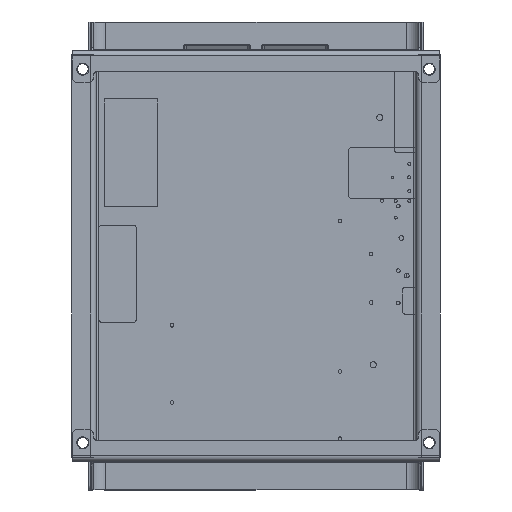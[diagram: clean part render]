
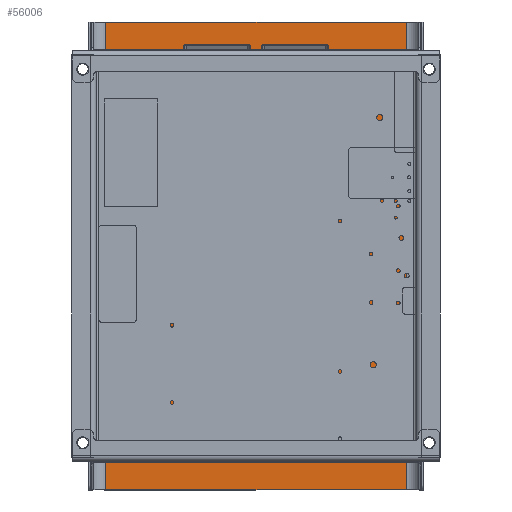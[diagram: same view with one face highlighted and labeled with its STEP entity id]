
A CAD part, front view. The second image highlights one B-rep face of the part: STEP entity #56006.
In plain terms, the highlighted planar face has unit normal (0, -1, 0).
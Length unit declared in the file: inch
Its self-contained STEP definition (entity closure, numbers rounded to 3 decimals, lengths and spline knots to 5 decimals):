
#121 = CARTESIAN_POINT ( 'NONE',  ( -1.44087, 28.03983, 4.63642 ) ) ;
#761 = DIRECTION ( 'NONE',  ( 1., 0., 0. ) ) ;
#1141 = AXIS2_PLACEMENT_3D ( 'NONE', #52146, #127870, #63019 ) ;
#1450 = VERTEX_POINT ( 'NONE', #71013 ) ;
#2012 = AXIS2_PLACEMENT_3D ( 'NONE', #70103, #5220, #80999 ) ;
#3001 = DIRECTION ( 'NONE',  ( 0., -1., 0. ) ) ;
#3300 = PLANE ( 'NONE',  #35342 ) ;
#3628 = ORIENTED_EDGE ( 'NONE', *, *, #103329, .T. ) ;
#4517 = DIRECTION ( 'NONE',  ( 0., 0., -1. ) ) ;
#4992 = CARTESIAN_POINT ( 'NONE',  ( -0.73387, 28.03983, 22.23611 ) ) ;
#5220 = DIRECTION ( 'NONE',  ( 0., -1., 0. ) ) ;
#5404 = EDGE_CURVE ( 'NONE', #71081, #75032, #6167, .T. ) ;
#6167 = CIRCLE ( 'NONE', #78937, 0.328 ) ;
#6631 = CARTESIAN_POINT ( 'NONE',  ( -0.73387, 28.03983, 23.04407 ) ) ;
#8455 = VERTEX_POINT ( 'NONE', #27653 ) ;
#9832 = CARTESIAN_POINT ( 'NONE',  ( -14.55727, 28.03983, 24.43142 ) ) ;
#9854 = CARTESIAN_POINT ( 'NONE',  ( -3.67224, 28.03983, 4.37673 ) ) ;
#10935 = VECTOR ( 'NONE', #31803, 39.37008 ) ;
#10981 = CARTESIAN_POINT ( 'NONE',  ( -14.14187, 28.03983, 21.98611 ) ) ;
#11772 = CIRCLE ( 'NONE', #2012, 0.328 ) ;
#15825 = DIRECTION ( 'NONE',  ( 1., 0., 0. ) ) ;
#16304 = ORIENTED_EDGE ( 'NONE', *, *, #117403, .F. ) ;
#16856 = CARTESIAN_POINT ( 'NONE',  ( -14.55727, 28.03983, 2.68142 ) ) ;
#19515 = LINE ( 'NONE', #124724, #105973 ) ;
#19576 = AXIS2_PLACEMENT_3D ( 'NONE', #67834, #3001, #78746 ) ;
#20787 = DIRECTION ( 'NONE',  ( 0., 0., -1. ) ) ;
#21565 = VERTEX_POINT ( 'NONE', #87164 ) ;
#21772 = VECTOR ( 'NONE', #15825, 39.37008 ) ;
#22383 = CARTESIAN_POINT ( 'NONE',  ( -14.39187, 28.03983, 23.18611 ) ) ;
#22894 = ORIENTED_EDGE ( 'NONE', *, *, #116204, .F. ) ;
#23173 = ORIENTED_EDGE ( 'NONE', *, *, #93990, .F. ) ;
#25528 = EDGE_LOOP ( 'NONE', ( #16304, #22894, #3628, #99264 ) ) ;
#25850 = ORIENTED_EDGE ( 'NONE', *, *, #40011, .F. ) ;
#26103 = EDGE_CURVE ( 'NONE', #8455, #114619, #81868, .T. ) ;
#27183 = VERTEX_POINT ( 'NONE', #4992 ) ;
#27653 = CARTESIAN_POINT ( 'NONE',  ( -14.39187, 28.03983, 23.04407 ) ) ;
#28566 = CARTESIAN_POINT ( 'NONE',  ( -1.11287, 28.03983, 4.63642 ) ) ;
#31803 = DIRECTION ( 'NONE',  ( -1., 0., 0. ) ) ;
#32274 = CARTESIAN_POINT ( 'NONE',  ( -3.56287, 28.03983, 4.37673 ) ) ;
#32551 = VERTEX_POINT ( 'NONE', #47576 ) ;
#33361 = LINE ( 'NONE', #85758, #138365 ) ;
#33817 = EDGE_CURVE ( 'NONE', #111351, #76173, #118380, .T. ) ;
#34726 = VERTEX_POINT ( 'NONE', #9832 ) ;
#35342 = AXIS2_PLACEMENT_3D ( 'NONE', #37337, #113067, #48193 ) ;
#37337 = CARTESIAN_POINT ( 'NONE',  ( -14.55727, 28.03983, 24.43142 ) ) ;
#37909 = DIRECTION ( 'NONE',  ( 0., -1., 0. ) ) ;
#38515 = LINE ( 'NONE', #16856, #92748 ) ;
#39080 = ORIENTED_EDGE ( 'NONE', *, *, #111770, .T. ) ;
#39453 = DIRECTION ( 'NONE',  ( 1., 0., 0. ) ) ;
#40011 = EDGE_CURVE ( 'NONE', #114619, #124453, #85813, .T. ) ;
#41705 = ORIENTED_EDGE ( 'NONE', *, *, #5404, .F. ) ;
#41855 = EDGE_CURVE ( 'NONE', #76173, #111351, #64975, .T. ) ;
#41922 = EDGE_LOOP ( 'NONE', ( #79400, #77556 ) ) ;
#43111 = LINE ( 'NONE', #118431, #10935 ) ;
#43115 = DIRECTION ( 'NONE',  ( 1., 0., 0. ) ) ;
#45306 = ORIENTED_EDGE ( 'NONE', *, *, #26103, .F. ) ;
#47230 = VERTEX_POINT ( 'NONE', #6631 ) ;
#47576 = CARTESIAN_POINT ( 'NONE',  ( -0.98387, 28.03983, 21.98611 ) ) ;
#48193 = DIRECTION ( 'NONE',  ( 1., 0., 0. ) ) ;
#52146 = CARTESIAN_POINT ( 'NONE',  ( -11.56287, 28.03983, 4.37673 ) ) ;
#52928 = DIRECTION ( 'NONE',  ( 0., -1., 0. ) ) ;
#56006 = ADVANCED_FACE ( 'NONE', ( #111648, #86306, #89695, #140442, #82883 ), #3300, .T. ) ;
#58594 = EDGE_LOOP ( 'NONE', ( #96551, #41705 ) ) ;
#59847 = DIRECTION ( 'NONE',  ( 0., 0., 1. ) ) ;
#61649 = CIRCLE ( 'NONE', #133496, 0.10937 ) ;
#63019 = DIRECTION ( 'NONE',  ( 1., 0., 0. ) ) ;
#63486 = CIRCLE ( 'NONE', #1141, 0.10937 ) ;
#64975 = CIRCLE ( 'NONE', #120978, 0.10938 ) ;
#65643 = DIRECTION ( 'NONE',  ( 0., -1., 0. ) ) ;
#66232 = CARTESIAN_POINT ( 'NONE',  ( -0.78487, 28.03983, 4.63642 ) ) ;
#67664 = EDGE_CURVE ( 'NONE', #108347, #70056, #63486, .T. ) ;
#67834 = CARTESIAN_POINT ( 'NONE',  ( -0.98387, 28.03983, 22.23611 ) ) ;
#70056 = VERTEX_POINT ( 'NONE', #100626 ) ;
#70103 = CARTESIAN_POINT ( 'NONE',  ( -1.11287, 28.03983, 4.63642 ) ) ;
#71013 = CARTESIAN_POINT ( 'NONE',  ( -14.55727, 28.03983, 2.68142 ) ) ;
#71081 = VERTEX_POINT ( 'NONE', #66232 ) ;
#71381 = DIRECTION ( 'NONE',  ( -1., 0., 0. ) ) ;
#75032 = VERTEX_POINT ( 'NONE', #121 ) ;
#75521 = VECTOR ( 'NONE', #127926, 39.37008 ) ;
#76173 = VERTEX_POINT ( 'NONE', #9854 ) ;
#77556 = ORIENTED_EDGE ( 'NONE', *, *, #41855, .F. ) ;
#78489 = VECTOR ( 'NONE', #87365, 39.37008 ) ;
#78746 = DIRECTION ( 'NONE',  ( 0., 0., -1. ) ) ;
#78937 = AXIS2_PLACEMENT_3D ( 'NONE', #28566, #104383, #39453 ) ;
#79400 = ORIENTED_EDGE ( 'NONE', *, *, #33817, .F. ) ;
#79414 = EDGE_CURVE ( 'NONE', #27183, #47230, #19515, .T. ) ;
#79825 = CARTESIAN_POINT ( 'NONE',  ( -15.00037, 28.03983, 23.04407 ) ) ;
#80999 = DIRECTION ( 'NONE',  ( 1., 0., 0. ) ) ;
#81868 = LINE ( 'NONE', #22383, #78489 ) ;
#82883 = FACE_OUTER_BOUND ( 'NONE', #25528, .T. ) ;
#84601 = VECTOR ( 'NONE', #4517, 39.37008 ) ;
#85758 = CARTESIAN_POINT ( 'NONE',  ( -14.55727, 28.03983, 24.43142 ) ) ;
#85813 = CIRCLE ( 'NONE', #133058, 0.25 ) ;
#86306 = FACE_BOUND ( 'NONE', #58594, .T. ) ;
#87164 = CARTESIAN_POINT ( 'NONE',  ( -0.56847, 28.03983, 2.68142 ) ) ;
#87365 = DIRECTION ( 'NONE',  ( 0., 0., -1. ) ) ;
#88528 = EDGE_LOOP ( 'NONE', ( #23173, #25850, #45306, #39080, #139025, #134644 ) ) ;
#89695 = FACE_BOUND ( 'NONE', #98706, .T. ) ;
#92371 = EDGE_CURVE ( 'NONE', #34726, #1450, #33361, .T. ) ;
#92748 = VECTOR ( 'NONE', #71381, 39.37008 ) ;
#93990 = EDGE_CURVE ( 'NONE', #124453, #32551, #104345, .T. ) ;
#95357 = CARTESIAN_POINT ( 'NONE',  ( -14.14187, 28.03983, 21.98611 ) ) ;
#96551 = ORIENTED_EDGE ( 'NONE', *, *, #123402, .F. ) ;
#98706 = EDGE_LOOP ( 'NONE', ( #109342, #113032 ) ) ;
#99264 = ORIENTED_EDGE ( 'NONE', *, *, #92371, .T. ) ;
#99580 = EDGE_CURVE ( 'NONE', #32551, #27183, #111756, .T. ) ;
#100626 = CARTESIAN_POINT ( 'NONE',  ( -11.45349, 28.03983, 4.37673 ) ) ;
#102337 = VERTEX_POINT ( 'NONE', #131969 ) ;
#102816 = CARTESIAN_POINT ( 'NONE',  ( -14.14187, 28.03983, 22.23611 ) ) ;
#103329 = EDGE_CURVE ( 'NONE', #102337, #34726, #43111, .T. ) ;
#103935 = EDGE_CURVE ( 'NONE', #70056, #108347, #61649, .T. ) ;
#104345 = LINE ( 'NONE', #95357, #75521 ) ;
#104383 = DIRECTION ( 'NONE',  ( 0., -1., 0. ) ) ;
#105973 = VECTOR ( 'NONE', #59847, 39.37008 ) ;
#108055 = DIRECTION ( 'NONE',  ( 0., -1., 0. ) ) ;
#108232 = LINE ( 'NONE', #79825, #21772 ) ;
#108347 = VERTEX_POINT ( 'NONE', #128072 ) ;
#109342 = ORIENTED_EDGE ( 'NONE', *, *, #103935, .F. ) ;
#111262 = LINE ( 'NONE', #134212, #84601 ) ;
#111351 = VERTEX_POINT ( 'NONE', #138132 ) ;
#111648 = FACE_BOUND ( 'NONE', #88528, .T. ) ;
#111756 = CIRCLE ( 'NONE', #19576, 0.25 ) ;
#111770 = EDGE_CURVE ( 'NONE', #8455, #47230, #108232, .T. ) ;
#113032 = ORIENTED_EDGE ( 'NONE', *, *, #67664, .F. ) ;
#113067 = DIRECTION ( 'NONE',  ( 0., -1., 0. ) ) ;
#113664 = DIRECTION ( 'NONE',  ( 0., 0., 1. ) ) ;
#114619 = VERTEX_POINT ( 'NONE', #115853 ) ;
#115853 = CARTESIAN_POINT ( 'NONE',  ( -14.39187, 28.03983, 22.23611 ) ) ;
#116204 = EDGE_CURVE ( 'NONE', #102337, #21565, #111262, .T. ) ;
#117403 = EDGE_CURVE ( 'NONE', #21565, #1450, #38515, .T. ) ;
#117817 = CARTESIAN_POINT ( 'NONE',  ( -11.56287, 28.03983, 4.37673 ) ) ;
#118380 = CIRCLE ( 'NONE', #120572, 0.10938 ) ;
#118431 = CARTESIAN_POINT ( 'NONE',  ( -14.55727, 28.03983, 24.43142 ) ) ;
#120572 = AXIS2_PLACEMENT_3D ( 'NONE', #130510, #65643, #761 ) ;
#120978 = AXIS2_PLACEMENT_3D ( 'NONE', #32274, #108055, #43115 ) ;
#123402 = EDGE_CURVE ( 'NONE', #75032, #71081, #11772, .T. ) ;
#124453 = VERTEX_POINT ( 'NONE', #10981 ) ;
#124724 = CARTESIAN_POINT ( 'NONE',  ( -0.73387, 28.03983, 23.18611 ) ) ;
#127870 = DIRECTION ( 'NONE',  ( 0., -1., 0. ) ) ;
#127926 = DIRECTION ( 'NONE',  ( 1., 0., 0. ) ) ;
#128072 = CARTESIAN_POINT ( 'NONE',  ( -11.67224, 28.03983, 4.37673 ) ) ;
#128683 = DIRECTION ( 'NONE',  ( 1., 0., 0. ) ) ;
#130510 = CARTESIAN_POINT ( 'NONE',  ( -3.56287, 28.03983, 4.37673 ) ) ;
#131969 = CARTESIAN_POINT ( 'NONE',  ( -0.56847, 28.03983, 24.43142 ) ) ;
#133058 = AXIS2_PLACEMENT_3D ( 'NONE', #102816, #37909, #113664 ) ;
#133496 = AXIS2_PLACEMENT_3D ( 'NONE', #117817, #52928, #128683 ) ;
#134212 = CARTESIAN_POINT ( 'NONE',  ( -0.56847, 28.03983, 24.43142 ) ) ;
#134644 = ORIENTED_EDGE ( 'NONE', *, *, #99580, .F. ) ;
#138132 = CARTESIAN_POINT ( 'NONE',  ( -3.45349, 28.03983, 4.37673 ) ) ;
#138365 = VECTOR ( 'NONE', #20787, 39.37008 ) ;
#139025 = ORIENTED_EDGE ( 'NONE', *, *, #79414, .F. ) ;
#140442 = FACE_BOUND ( 'NONE', #41922, .T. ) ;
